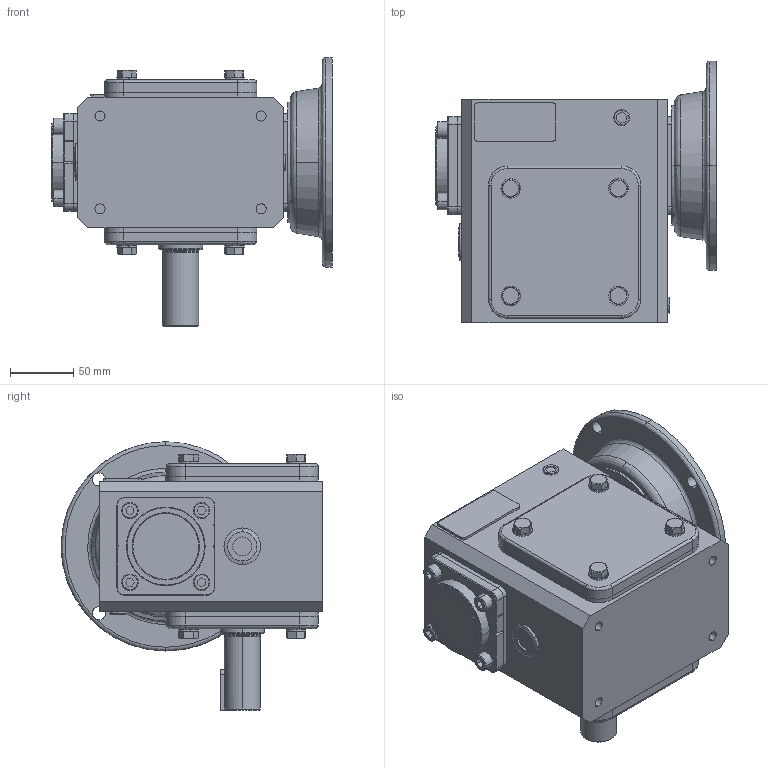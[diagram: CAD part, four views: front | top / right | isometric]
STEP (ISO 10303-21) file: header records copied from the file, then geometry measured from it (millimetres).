
FILE_DESCRIPTION (( 'STEP AP203' ), '1' );
FILE_NAME ('WG-237-005-R.step', '2016-02-01T15:08:09', ( '' ), ( '' ), 'SwSTEP 2.0', 'SolidWorks 2015', '' );
FILE_SCHEMA (( 'CONFIG_CONTROL_DESIGN' ));
Length unit declared in the file: inch
Products named in the file (1): WG-237-005-R
Bounding box: 221 x 206.32 x 211.7 mm (x, y, z)
Volume: 3643672.8 mm3; surface area: 327932.1 mm2
Topology: 37 solids, 37 shells, 537 faces, 1220 edges, 786 vertices
Faces by surface type: plane 294, cylinder 153, cone 65, bspline 25
Entity records: 16335 total; most frequent: CARTESIAN_POINT 4130, DIRECTION 2558, ORIENTED_EDGE 2436, EDGE_CURVE 1218, AXIS2_PLACEMENT_3D 922, VERTEX_POINT 786, VECTOR 714, LINE 714
